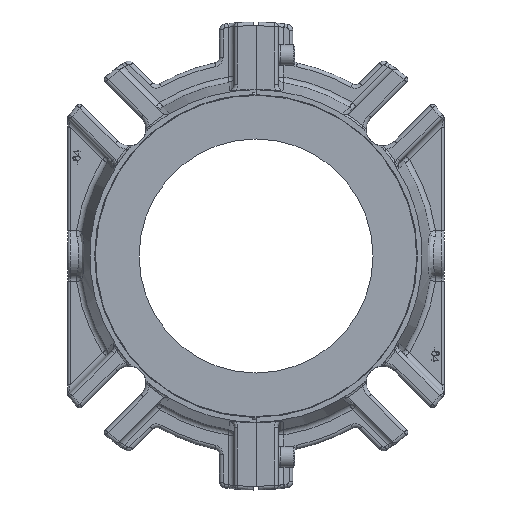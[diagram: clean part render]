
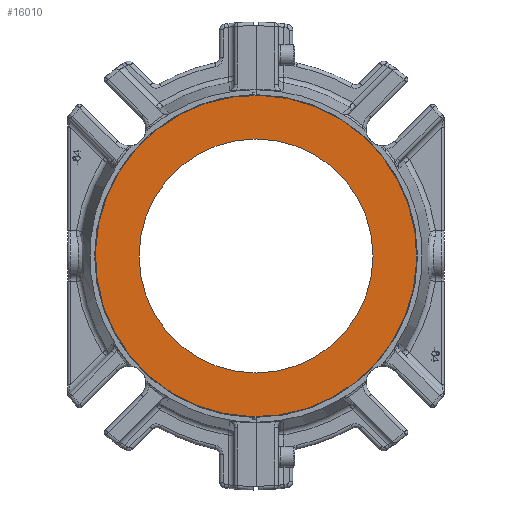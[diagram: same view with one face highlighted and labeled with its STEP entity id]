
A CAD part, front view. The second image highlights one B-rep face of the part: STEP entity #16010.
In plain terms, the highlighted planar face has unit normal (0, -1, 0).
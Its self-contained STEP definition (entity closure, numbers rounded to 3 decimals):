
#7734=ORIENTED_EDGE('',*,*,#10151,.T.);
#7735=ORIENTED_EDGE('',*,*,#10150,.T.);
#10150=EDGE_CURVE('',#11628,#11628,#12678,.T.);
#10151=EDGE_CURVE('',#11629,#11629,#12679,.F.);
#11628=VERTEX_POINT('',#31979);
#11629=VERTEX_POINT('',#31982);
#12678=CIRCLE('',#17939,139.56);
#12679=CIRCLE('',#17941,101.6);
#13726=EDGE_LOOP('',(#7734));
#13727=EDGE_LOOP('',(#7735));
#14782=FACE_BOUND('',#13726,.T.);
#14783=FACE_BOUND('',#13727,.T.);
#15035=PLANE('',#17940);
#16010=ADVANCED_FACE('',(#14782,#14783),#15035,.T.);
#17939=AXIS2_PLACEMENT_3D('',#31978,#22571,#22572);
#17940=AXIS2_PLACEMENT_3D('',#31980,#22573,#22574);
#17941=AXIS2_PLACEMENT_3D('',#31981,#22575,#22576);
#22571=DIRECTION('',(0.,-1.,0.));
#22572=DIRECTION('',(0.366,0.,0.931));
#22573=DIRECTION('',(0.,-1.,0.));
#22574=DIRECTION('',(0.366,0.,0.931));
#22575=DIRECTION('',(0.,-1.,0.));
#22576=DIRECTION('',(0.,0.,-1.));
#31978=CARTESIAN_POINT('',(0.,-11.823,0.));
#31979=CARTESIAN_POINT('',(51.105,-11.823,129.867));
#31980=CARTESIAN_POINT('',(44.717,-11.823,113.633));
#31981=CARTESIAN_POINT('',(0.,-11.823,0.));
#31982=CARTESIAN_POINT('',(0.,-11.823,-101.6));
